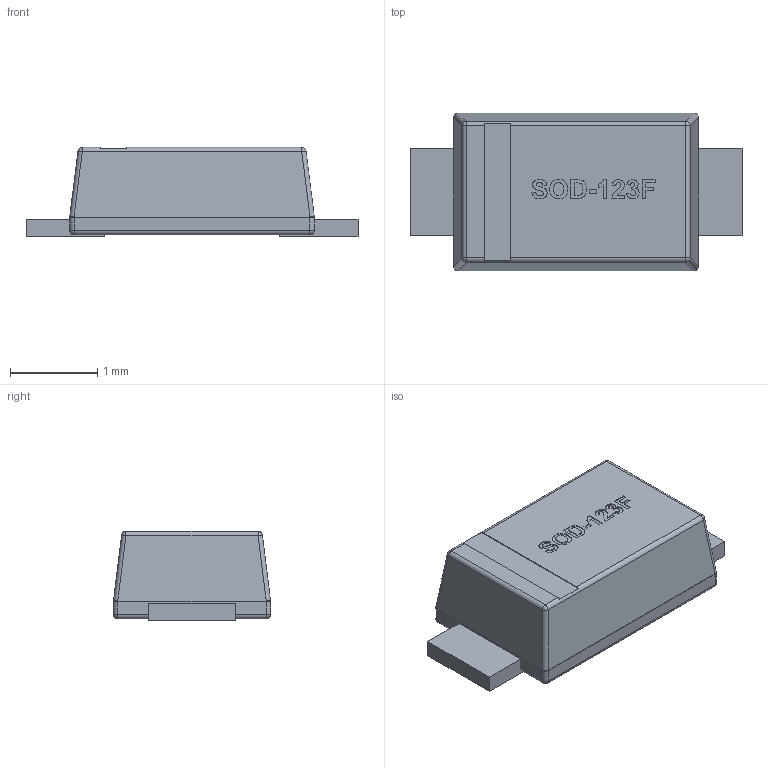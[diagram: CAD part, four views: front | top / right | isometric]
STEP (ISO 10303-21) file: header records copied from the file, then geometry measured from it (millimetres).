
FILE_DESCRIPTION(/* description */ (''),/* implementation_level */ '2;1');
FILE_NAME(/* name */ 'SOD-123F.step',/* time_stamp */ '2020-01-16T15:49:35-08:00',/* author */ (''),/* organization */ (''),/* preprocessor_version */ 'ST-DEVELOPER v18',/* originating_system */ 'Autodesk Translation Framework v8.12.0.6',/* authorisation */ '');
FILE_SCHEMA (('AUTOMOTIVE_DESIGN { 1 0 10303 214 3 1 1 }'));
Length unit declared in the file: millimetre
Products named in the file (1): SOD-123F
Bounding box: 3.8 x 1.8 x 1.02 mm (x, y, z)
Volume: 5 mm3; surface area: 22.9 mm2
Topology: 3 solids, 3 shells, 209 faces, 539 edges, 346 vertices
Faces by surface type: bspline 107, plane 70, cylinder 20, sphere 12
Entity records: 7334 total; most frequent: CARTESIAN_POINT 2914, ORIENTED_EDGE 1078, DIRECTION 575, EDGE_CURVE 539, VERTEX_POINT 346, LINE 281, VECTOR 281, EDGE_LOOP 219
